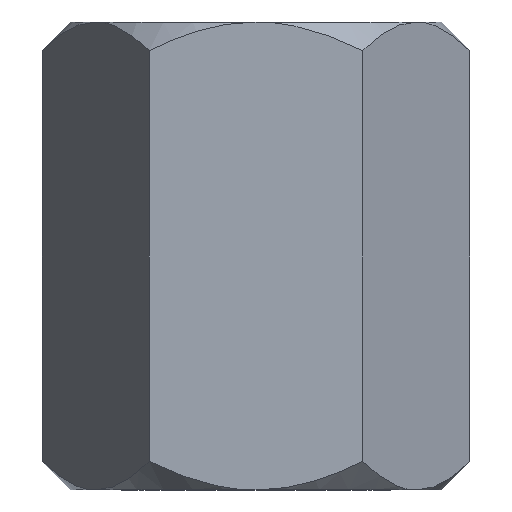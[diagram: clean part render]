
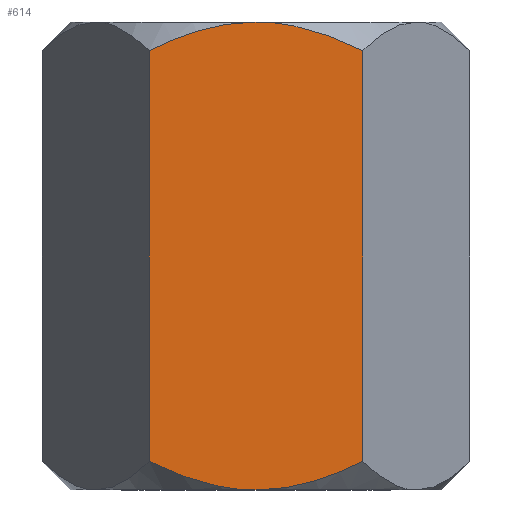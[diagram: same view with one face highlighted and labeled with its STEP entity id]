
A CAD part, left-side view. The second image highlights one B-rep face of the part: STEP entity #614.
In plain terms, the highlighted planar face has unit normal (-1, 0, 0).
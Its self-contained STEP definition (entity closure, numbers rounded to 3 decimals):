
#28 = VECTOR ( 'NONE', #238, 1000. ) ;
#42 = CARTESIAN_POINT ( 'NONE',  ( -9.5, 5.485, -1.47 ) ) ;
#51 = ORIENTED_EDGE ( 'NONE', *, *, #299, .F. ) ;
#71 = CARTESIAN_POINT ( 'NONE',  ( -9.5, -4.631, -1.043 ) ) ;
#74 = DIRECTION ( 'NONE',  ( -1., 0., 0. ) ) ;
#79 = CARTESIAN_POINT ( 'NONE',  ( -9.5, -0.96, -23.955 ) ) ;
#90 = CARTESIAN_POINT ( 'NONE',  ( -9.5, 0.96, -0.045 ) ) ;
#94 = CARTESIAN_POINT ( 'NONE',  ( -9.5, 0., 0. ) ) ;
#99 = CARTESIAN_POINT ( 'NONE',  ( -9.5, 4.631, -22.957 ) ) ;
#100 = VERTEX_POINT ( 'NONE', #94 ) ;
#104 = CARTESIAN_POINT ( 'NONE',  ( -9.5, 1.905, -0.178 ) ) ;
#111 = B_SPLINE_CURVE_WITH_KNOTS ( 'NONE', 3,
 ( #184, #71, #426, #649, #528, #656 ),
 .UNSPECIFIED., .F., .F.,
 ( 4, 2, 4 ),
 ( 0.021, 0.024, 0.026 ),
 .UNSPECIFIED. ) ;
#125 = FACE_OUTER_BOUND ( 'NONE', #141, .T. ) ;
#129 = LINE ( 'NONE', #337, #28 ) ;
#141 = EDGE_LOOP ( 'NONE', ( #51, #146, #478, #266, #659, #218 ) ) ;
#146 = ORIENTED_EDGE ( 'NONE', *, *, #374, .T. ) ;
#165 = CARTESIAN_POINT ( 'NONE',  ( -9.5, 2.369, -0.281 ) ) ;
#182 = LINE ( 'NONE', #410, #441 ) ;
#184 = CARTESIAN_POINT ( 'NONE',  ( -9.5, -5.485, -1.47 ) ) ;
#190 = CARTESIAN_POINT ( 'NONE',  ( -9.5, 5.485, -24. ) ) ;
#191 = CARTESIAN_POINT ( 'NONE',  ( -9.5, -0.239, -24. ) ) ;
#194 = DIRECTION ( 'NONE',  ( 0., 0., 1. ) ) ;
#195 = CARTESIAN_POINT ( 'NONE',  ( -9.5, -5.061, -22.742 ) ) ;
#205 = CARTESIAN_POINT ( 'NONE',  ( -9.5, -5.485, -22.53 ) ) ;
#218 = ORIENTED_EDGE ( 'NONE', *, *, #399, .T. ) ;
#238 = DIRECTION ( 'NONE',  ( 0., 0., 1. ) ) ;
#247 = CARTESIAN_POINT ( 'NONE',  ( -9.5, 0., -24. ) ) ;
#255 = CARTESIAN_POINT ( 'NONE',  ( -9.5, -5.485, -22.53 ) ) ;
#266 = ORIENTED_EDGE ( 'NONE', *, *, #530, .T. ) ;
#275 = VERTEX_POINT ( 'NONE', #407 ) ;
#286 = PLANE ( 'NONE',  #665 ) ;
#299 = EDGE_CURVE ( 'NONE', #457, #275, #182, .T. ) ;
#318 = CARTESIAN_POINT ( 'NONE',  ( -9.5, 5.061, -1.258 ) ) ;
#322 = CARTESIAN_POINT ( 'NONE',  ( -9.5, 3.286, -0.543 ) ) ;
#325 = CARTESIAN_POINT ( 'NONE',  ( -9.5, 0., -24. ) ) ;
#337 = CARTESIAN_POINT ( 'NONE',  ( -9.5, -5.485, -24. ) ) ;
#350 = VERTEX_POINT ( 'NONE', #247 ) ;
#352 = EDGE_CURVE ( 'NONE', #350, #468, #715, .T. ) ;
#361 = CARTESIAN_POINT ( 'NONE',  ( -9.5, -3.741, -23.298 ) ) ;
#374 = EDGE_CURVE ( 'NONE', #457, #350, #509, .T. ) ;
#389 = CARTESIAN_POINT ( 'NONE',  ( -9.5, 4.629, -1.06 ) ) ;
#399 = EDGE_CURVE ( 'NONE', #100, #275, #405, .T. ) ;
#405 = B_SPLINE_CURVE_WITH_KNOTS ( 'NONE', 3,
 ( #686, #566, #683, #90, #619, #104, #165, #322, #436, #389, #318, #42 ),
 .UNSPECIFIED., .F., .F.,
 ( 4, 2, 2, 2, 2, 4 ),
 ( 0.026, 0.027, 0.028, 0.029, 0.031, 0.032 ),
 .UNSPECIFIED. ) ;
#407 = CARTESIAN_POINT ( 'NONE',  ( -9.5, 5.485, -1.47 ) ) ;
#410 = CARTESIAN_POINT ( 'NONE',  ( -9.5, 5.485, -24. ) ) ;
#424 = CARTESIAN_POINT ( 'NONE',  ( -9.5, -0.481, -23.991 ) ) ;
#426 = CARTESIAN_POINT ( 'NONE',  ( -9.5, -3.748, -0.674 ) ) ;
#427 = CARTESIAN_POINT ( 'NONE',  ( -9.5, -1.905, -23.822 ) ) ;
#436 = CARTESIAN_POINT ( 'NONE',  ( -9.5, 3.741, -0.702 ) ) ;
#441 = VECTOR ( 'NONE', #643, 1000. ) ;
#446 = CARTESIAN_POINT ( 'NONE',  ( -9.5, 0.958, -24. ) ) ;
#457 = VERTEX_POINT ( 'NONE', #553 ) ;
#468 = VERTEX_POINT ( 'NONE', #205 ) ;
#476 = CARTESIAN_POINT ( 'NONE',  ( -9.5, 0., -24. ) ) ;
#478 = ORIENTED_EDGE ( 'NONE', *, *, #352, .T. ) ;
#499 = CARTESIAN_POINT ( 'NONE',  ( -9.5, 1.898, -23.853 ) ) ;
#509 = B_SPLINE_CURVE_WITH_KNOTS ( 'NONE', 3,
 ( #612, #99, #674, #499, #446, #325 ),
 .UNSPECIFIED., .F., .F.,
 ( 4, 2, 4 ),
 ( 0.021, 0.024, 0.026 ),
 .UNSPECIFIED. ) ;
#528 = CARTESIAN_POINT ( 'NONE',  ( -9.5, -0.958, 0. ) ) ;
#530 = EDGE_CURVE ( 'NONE', #468, #736, #129, .T. ) ;
#553 = CARTESIAN_POINT ( 'NONE',  ( -9.5, 5.485, -22.53 ) ) ;
#566 = CARTESIAN_POINT ( 'NONE',  ( -9.5, 0.239, 0. ) ) ;
#594 = CARTESIAN_POINT ( 'NONE',  ( -9.5, -2.369, -23.719 ) ) ;
#612 = CARTESIAN_POINT ( 'NONE',  ( -9.5, 5.485, -22.53 ) ) ;
#614 = ADVANCED_FACE ( 'NONE', ( #125 ), #286, .T. ) ;
#619 = CARTESIAN_POINT ( 'NONE',  ( -9.5, 1.197, -0.072 ) ) ;
#643 = DIRECTION ( 'NONE',  ( 0., 0., 1. ) ) ;
#649 = CARTESIAN_POINT ( 'NONE',  ( -9.5, -1.898, -0.147 ) ) ;
#654 = CARTESIAN_POINT ( 'NONE',  ( -9.5, -1.197, -23.928 ) ) ;
#656 = CARTESIAN_POINT ( 'NONE',  ( -9.5, 0., 0. ) ) ;
#659 = ORIENTED_EDGE ( 'NONE', *, *, #705, .T. ) ;
#665 = AXIS2_PLACEMENT_3D ( 'NONE', #190, #74, #194 ) ;
#666 = CARTESIAN_POINT ( 'NONE',  ( -9.5, -5.485, -1.47 ) ) ;
#674 = CARTESIAN_POINT ( 'NONE',  ( -9.5, 3.748, -23.326 ) ) ;
#683 = CARTESIAN_POINT ( 'NONE',  ( -9.5, 0.481, -0.009 ) ) ;
#686 = CARTESIAN_POINT ( 'NONE',  ( -9.5, 0., 0. ) ) ;
#705 = EDGE_CURVE ( 'NONE', #736, #100, #111, .T. ) ;
#714 = CARTESIAN_POINT ( 'NONE',  ( -9.5, -4.629, -22.94 ) ) ;
#715 = B_SPLINE_CURVE_WITH_KNOTS ( 'NONE', 3,
 ( #476, #191, #424, #79, #654, #427, #594, #718, #361, #714, #195, #255 ),
 .UNSPECIFIED., .F., .F.,
 ( 4, 2, 2, 2, 2, 4 ),
 ( 0.026, 0.027, 0.028, 0.029, 0.031, 0.032 ),
 .UNSPECIFIED. ) ;
#718 = CARTESIAN_POINT ( 'NONE',  ( -9.5, -3.286, -23.457 ) ) ;
#736 = VERTEX_POINT ( 'NONE', #666 ) ;
